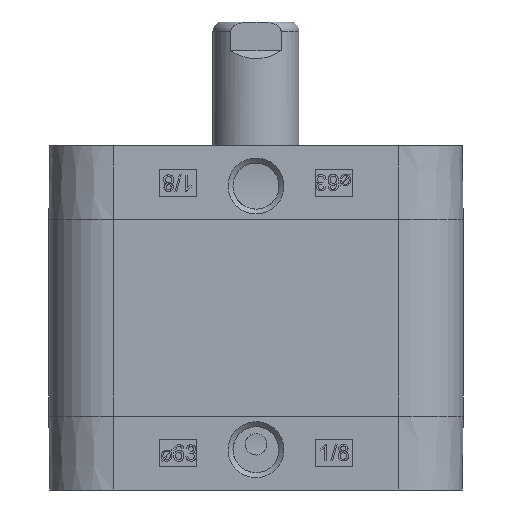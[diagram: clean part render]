
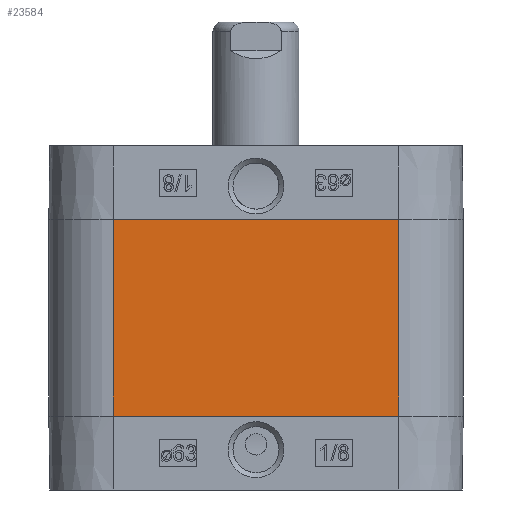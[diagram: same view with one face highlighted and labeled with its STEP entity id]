
A CAD part, left-side view. The second image highlights one B-rep face of the part: STEP entity #23584.
In plain terms, the highlighted planar face has unit normal (-1, 0, 0).
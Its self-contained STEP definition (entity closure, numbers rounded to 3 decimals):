
#20002=CARTESIAN_POINT('',(-38.5,26.5,36.5));
#20003=VERTEX_POINT('',#20002);
#20021=CARTESIAN_POINT('',(-38.5,26.5,0.0));
#20022=VERTEX_POINT('',#20021);
#20030=CARTESIAN_POINT('',(-38.5,26.5,0.0));
#20031=DIRECTION('',(0.0,0.0,1.0));
#20032=VECTOR('',#20031,36.5);
#20033=LINE('',#20030,#20032);
#20034=EDGE_CURVE('',#20022,#20003,#20033,.T.);
#23535=CARTESIAN_POINT('',(-38.5,-26.5,36.5));
#23536=VERTEX_POINT('',#23535);
#23544=CARTESIAN_POINT('',(-38.5,-26.5,0.0));
#23545=VERTEX_POINT('',#23544);
#23546=CARTESIAN_POINT('',(-38.5,-26.5,0.0));
#23547=DIRECTION('',(0.0,0.0,1.0));
#23548=VECTOR('',#23547,36.5);
#23549=LINE('',#23546,#23548);
#23550=EDGE_CURVE('',#23545,#23536,#23549,.T.);
#23563=CARTESIAN_POINT('',(-38.5,-26.5,0.0));
#23564=DIRECTION('',(-1.0,0.0,0.0));
#23565=DIRECTION('',(0.0,0.0,1.0));
#23566=AXIS2_PLACEMENT_3D('',#23563,#23564,#23565);
#23567=PLANE('',#23566);
#23568=CARTESIAN_POINT('',(-38.5,-26.5,36.5));
#23569=DIRECTION('',(0.0,1.0,0.0));
#23570=VECTOR('',#23569,53.);
#23571=LINE('',#23568,#23570);
#23572=EDGE_CURVE('',#23536,#20003,#23571,.T.);
#23573=ORIENTED_EDGE('',*,*,#23572,.T.);
#23574=ORIENTED_EDGE('',*,*,#20034,.F.);
#23575=CARTESIAN_POINT('',(-38.5,26.5,0.0));
#23576=DIRECTION('',(0.0,-1.0,0.0));
#23577=VECTOR('',#23576,53.);
#23578=LINE('',#23575,#23577);
#23579=EDGE_CURVE('',#20022,#23545,#23578,.T.);
#23580=ORIENTED_EDGE('',*,*,#23579,.T.);
#23581=ORIENTED_EDGE('',*,*,#23550,.T.);
#23582=EDGE_LOOP('',(#23573,#23574,#23580,#23581));
#23583=FACE_OUTER_BOUND('',#23582,.T.);
#23584=ADVANCED_FACE('',(#23583),#23567,.T.);
